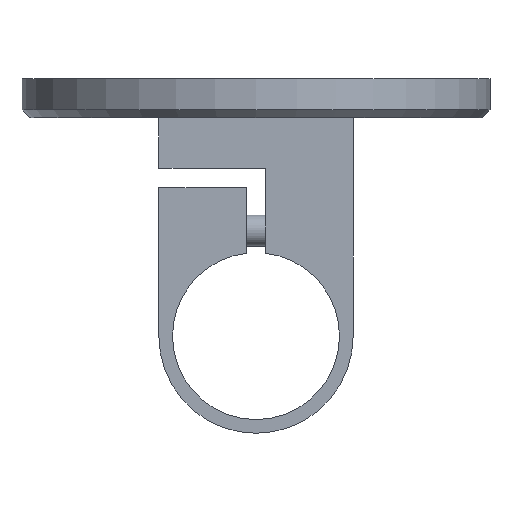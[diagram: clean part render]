
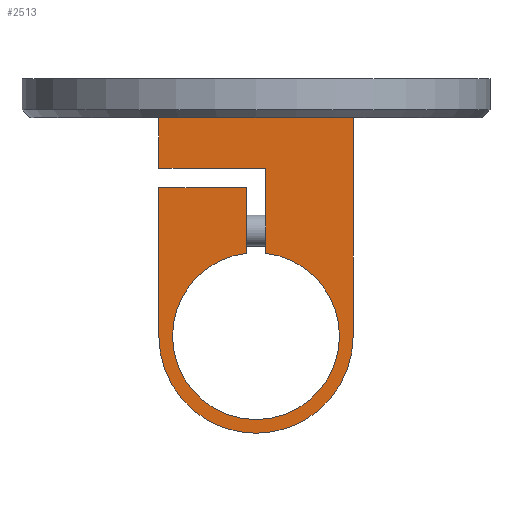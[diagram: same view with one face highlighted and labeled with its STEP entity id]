
A CAD part, front view. The second image highlights one B-rep face of the part: STEP entity #2513.
In plain terms, the highlighted face is planar.
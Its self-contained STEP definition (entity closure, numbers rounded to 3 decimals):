
#139 = LINE ( 'NONE', #1371, #2356 ) ;
#159 = VERTEX_POINT ( 'NONE', #1870 ) ;
#171 = EDGE_CURVE ( 'NONE', #1790, #1660, #1103, .T. ) ;
#206 = CARTESIAN_POINT ( 'NONE',  ( 0., 0., 8. ) ) ;
#242 = LINE ( 'NONE', #3266, #3632 ) ;
#248 = CARTESIAN_POINT ( 'NONE',  ( -2.5, 0., 8. ) ) ;
#251 = EDGE_CURVE ( 'NONE', #3596, #159, #1932, .T. ) ;
#265 = LINE ( 'NONE', #1493, #2597 ) ;
#293 = DIRECTION ( 'NONE',  ( 1., 0., 0. ) ) ;
#315 = ORIENTED_EDGE ( 'NONE', *, *, #1218, .F. ) ;
#353 = CARTESIAN_POINT ( 'NONE',  ( 0., 0., 8. ) ) ;
#370 = EDGE_CURVE ( 'NONE', #1686, #487, #3600, .T. ) ;
#411 = VECTOR ( 'NONE', #3503, 1000. ) ;
#419 = CARTESIAN_POINT ( 'NONE',  ( 0., 0., 8. ) ) ;
#440 = EDGE_CURVE ( 'NONE', #159, #2184, #537, .T. ) ;
#487 = VERTEX_POINT ( 'NONE', #2100 ) ;
#501 = CARTESIAN_POINT ( 'NONE',  ( -24.9, 0., 8. ) ) ;
#510 = CARTESIAN_POINT ( 'NONE',  ( 21.4, 0., 8. ) ) ;
#537 = LINE ( 'NONE', #248, #3363 ) ;
#541 = EDGE_CURVE ( 'NONE', #3596, #1790, #896, .T. ) ;
#568 = VECTOR ( 'NONE', #1828, 1000. ) ;
#586 = VERTEX_POINT ( 'NONE', #3076 ) ;
#659 = DIRECTION ( 'NONE',  ( 1., 0., 0. ) ) ;
#736 = EDGE_CURVE ( 'NONE', #2107, #1660, #139, .T. ) ;
#784 = ORIENTED_EDGE ( 'NONE', *, *, #3764, .T. ) ;
#811 = AXIS2_PLACEMENT_3D ( 'NONE', #353, #2244, #659 ) ;
#856 = CARTESIAN_POINT ( 'NONE',  ( 0., 0., 8. ) ) ;
#896 = LINE ( 'NONE', #933, #568 ) ;
#933 = CARTESIAN_POINT ( 'NONE',  ( -24.9, 0., 8. ) ) ;
#1027 = PLANE ( 'NONE',  #811 ) ;
#1038 = DIRECTION ( 'NONE',  ( 0., 0., 1. ) ) ;
#1049 = DIRECTION ( 'NONE',  ( 0., -1., 0. ) ) ;
#1103 = CIRCLE ( 'NONE', #1293, 24.9 ) ;
#1158 = CARTESIAN_POINT ( 'NONE',  ( 24.9, 0., 8. ) ) ;
#1212 = VERTEX_POINT ( 'NONE', #2371 ) ;
#1218 = EDGE_CURVE ( 'NONE', #1686, #2107, #265, .T. ) ;
#1240 = DIRECTION ( 'NONE',  ( 0., 0., 1. ) ) ;
#1293 = AXIS2_PLACEMENT_3D ( 'NONE', #1835, #2764, #2494 ) ;
#1371 = CARTESIAN_POINT ( 'NONE',  ( 24.9, 0., 8. ) ) ;
#1446 = EDGE_CURVE ( 'NONE', #2184, #586, #3412, .T. ) ;
#1493 = CARTESIAN_POINT ( 'NONE',  ( 0., 56., 8. ) ) ;
#1614 = EDGE_CURVE ( 'NONE', #586, #2200, #2139, .T. ) ;
#1660 = VERTEX_POINT ( 'NONE', #1158 ) ;
#1686 = VERTEX_POINT ( 'NONE', #3913 ) ;
#1690 = DIRECTION ( 'NONE',  ( 1., 0., 0. ) ) ;
#1746 = ORIENTED_EDGE ( 'NONE', *, *, #541, .T. ) ;
#1748 = DIRECTION ( 'NONE',  ( 0., -1., 0. ) ) ;
#1761 = AXIS2_PLACEMENT_3D ( 'NONE', #856, #1240, #293 ) ;
#1790 = VERTEX_POINT ( 'NONE', #2794 ) ;
#1799 = EDGE_LOOP ( 'NONE', ( #2069, #2619, #2183, #1746, #3732, #2573, #315, #2334, #784, #2699, #2180, #2498 ) ) ;
#1828 = DIRECTION ( 'NONE',  ( 0., -1., 0. ) ) ;
#1835 = CARTESIAN_POINT ( 'NONE',  ( 0., 0., 8. ) ) ;
#1870 = CARTESIAN_POINT ( 'NONE',  ( -2.5, 38., 8. ) ) ;
#1885 = VECTOR ( 'NONE', #2878, 1000. ) ;
#1932 = LINE ( 'NONE', #1955, #411 ) ;
#1955 = CARTESIAN_POINT ( 'NONE',  ( 0., 38., 8. ) ) ;
#2069 = ORIENTED_EDGE ( 'NONE', *, *, #1446, .F. ) ;
#2100 = CARTESIAN_POINT ( 'NONE',  ( -24.9, 43., 8. ) ) ;
#2107 = VERTEX_POINT ( 'NONE', #2940 ) ;
#2139 = CIRCLE ( 'NONE', #2204, 21.4 ) ;
#2180 = ORIENTED_EDGE ( 'NONE', *, *, #2753, .F. ) ;
#2183 = ORIENTED_EDGE ( 'NONE', *, *, #251, .F. ) ;
#2184 = VERTEX_POINT ( 'NONE', #3265 ) ;
#2200 = VERTEX_POINT ( 'NONE', #510 ) ;
#2204 = AXIS2_PLACEMENT_3D ( 'NONE', #206, #2665, #2398 ) ;
#2244 = DIRECTION ( 'NONE',  ( 0., 0., 1. ) ) ;
#2300 = LINE ( 'NONE', #3816, #1885 ) ;
#2334 = ORIENTED_EDGE ( 'NONE', *, *, #370, .T. ) ;
#2356 = VECTOR ( 'NONE', #1049, 1000. ) ;
#2371 = CARTESIAN_POINT ( 'NONE',  ( 2.5, 21.253, 8. ) ) ;
#2384 = DIRECTION ( 'NONE',  ( 0., -1., 0. ) ) ;
#2398 = DIRECTION ( 'NONE',  ( 1., 0., 0. ) ) ;
#2408 = VECTOR ( 'NONE', #3315, 1000. ) ;
#2494 = DIRECTION ( 'NONE',  ( 1., 0., 0. ) ) ;
#2498 = ORIENTED_EDGE ( 'NONE', *, *, #1614, .F. ) ;
#2513 = ADVANCED_FACE ( 'NONE', ( #3807 ), #1027, .T. ) ;
#2573 = ORIENTED_EDGE ( 'NONE', *, *, #736, .F. ) ;
#2597 = VECTOR ( 'NONE', #2718, 1000. ) ;
#2619 = ORIENTED_EDGE ( 'NONE', *, *, #440, .F. ) ;
#2665 = DIRECTION ( 'NONE',  ( 0., 0., 1. ) ) ;
#2699 = ORIENTED_EDGE ( 'NONE', *, *, #3890, .T. ) ;
#2718 = DIRECTION ( 'NONE',  ( 1., 0., 0. ) ) ;
#2753 = EDGE_CURVE ( 'NONE', #2200, #1212, #3492, .T. ) ;
#2764 = DIRECTION ( 'NONE',  ( 0., 0., 1. ) ) ;
#2794 = CARTESIAN_POINT ( 'NONE',  ( -24.9, 0., 8. ) ) ;
#2878 = DIRECTION ( 'NONE',  ( 1., 0., 0. ) ) ;
#2940 = CARTESIAN_POINT ( 'NONE',  ( 24.9, 56., 8. ) ) ;
#3076 = CARTESIAN_POINT ( 'NONE',  ( -21.4, 0., 8. ) ) ;
#3265 = CARTESIAN_POINT ( 'NONE',  ( -2.5, 21.253, 8. ) ) ;
#3266 = CARTESIAN_POINT ( 'NONE',  ( 2.5, 0., 8. ) ) ;
#3290 = CARTESIAN_POINT ( 'NONE',  ( 2.5, 43., 8. ) ) ;
#3315 = DIRECTION ( 'NONE',  ( 0., -1., 0. ) ) ;
#3363 = VECTOR ( 'NONE', #2384, 1000. ) ;
#3412 = CIRCLE ( 'NONE', #3927, 21.4 ) ;
#3434 = CARTESIAN_POINT ( 'NONE',  ( -24.9, 38., 8. ) ) ;
#3492 = CIRCLE ( 'NONE', #1761, 21.4 ) ;
#3503 = DIRECTION ( 'NONE',  ( 1., 0., 0. ) ) ;
#3510 = VERTEX_POINT ( 'NONE', #3290 ) ;
#3596 = VERTEX_POINT ( 'NONE', #3434 ) ;
#3600 = LINE ( 'NONE', #501, #2408 ) ;
#3632 = VECTOR ( 'NONE', #1748, 1000. ) ;
#3732 = ORIENTED_EDGE ( 'NONE', *, *, #171, .T. ) ;
#3764 = EDGE_CURVE ( 'NONE', #487, #3510, #2300, .T. ) ;
#3807 = FACE_OUTER_BOUND ( 'NONE', #1799, .T. ) ;
#3816 = CARTESIAN_POINT ( 'NONE',  ( 0., 43., 8. ) ) ;
#3890 = EDGE_CURVE ( 'NONE', #3510, #1212, #242, .T. ) ;
#3913 = CARTESIAN_POINT ( 'NONE',  ( -24.9, 56., 8. ) ) ;
#3927 = AXIS2_PLACEMENT_3D ( 'NONE', #419, #1038, #1690 ) ;
